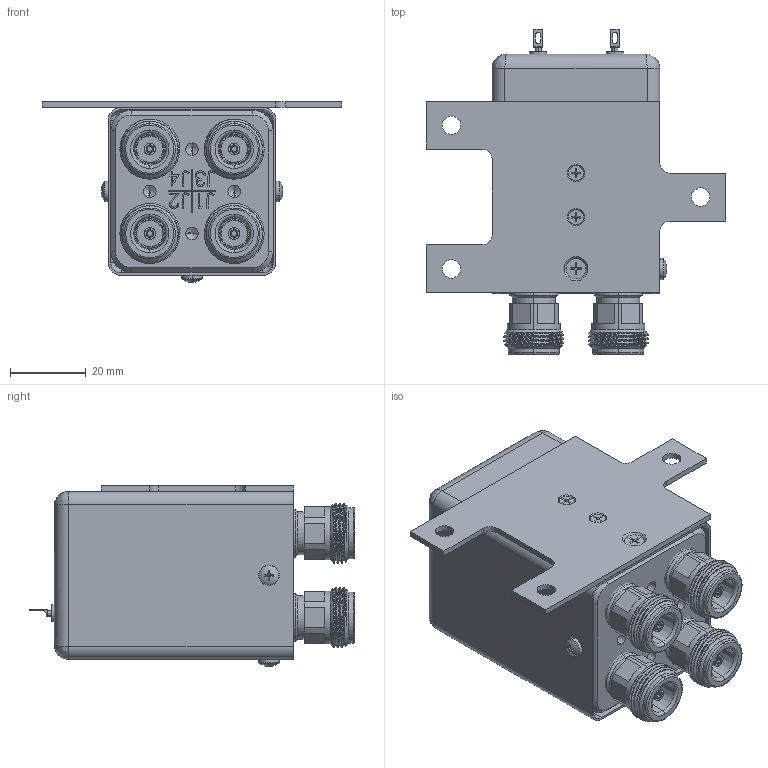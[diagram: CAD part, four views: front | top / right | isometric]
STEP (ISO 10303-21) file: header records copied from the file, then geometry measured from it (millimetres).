
FILE_DESCRIPTION (( 'STEP AP203' ), '1' );
FILE_NAME ('FMSW6494_3D.STEP', '2022-05-17T15:32:18', ( '' ), ( '' ), 'SwSTEP 2.0', 'SolidWorks 2021', '' );
FILE_SCHEMA (( 'CONFIG_CONTROL_DESIGN' ));
Length unit declared in the file: inch
Products named in the file (11): B22064002^B22-FAK000 Rev.A(2)_FMSW6494; NEW N connector^B22-FAK000 Rev.A(2)_FMSW6494; B2202100X; A12075Y04_-401^B22-FAK000 Rev.A(2)_FMSW6494; B22061003(______)_-2h; R040691-e360_-03^B22-FAK000 Rev.A(2)_FMSW6494; FMSW6494_3D; B22-FAK000 Rev.A(2)^FMSW6494; A12075Y05_-202^B22-FAK000 Rev.A(2)_FMSW6494; A12075Y05_-402^B22-FAK000 Rev.A(2)_FMSW6494; Copy of B2202100X^B2202100X
Assembly tree (17 placements, depth 4):
  FMSW6494_3D
    B22-FAK000 Rev.A(2)^FMSW6494
      B2202100X
        Copy of B2202100X^B2202100X
      NEW N connector^B22-FAK000 Rev.A(2)_FMSW6494  x4
      B22061003(______)_-2h
      B22064002^B22-FAK000 Rev.A(2)_FMSW6494
      R040691-e360_-03^B22-FAK000 Rev.A(2)_FMSW6494  x2
      A12075Y05_-402^B22-FAK000 Rev.A(2)_FMSW6494
      A12075Y04_-401^B22-FAK000 Rev.A(2)_FMSW6494  x3
      A12075Y05_-202^B22-FAK000 Rev.A(2)_FMSW6494  x2
Bounding box: 79.25 x 86.11 x 47.86 mm (x, y, z)
Volume: 41646.9 mm3; surface area: 48559 mm2
Topology: 15 solids, 15 shells, 1125 faces, 2884 edges, 1846 vertices
Faces by surface type: plane 531, cylinder 270, bspline 143, cone 140, torus 38, sphere 3
Entity records: 29458 total; most frequent: CARTESIAN_POINT 11077, ORIENTED_EDGE 3670, DIRECTION 3207, EDGE_CURVE 1835, VERTEX_POINT 1201, VECTOR 1153, LINE 1153, AXIS2_PLACEMENT_3D 1027
